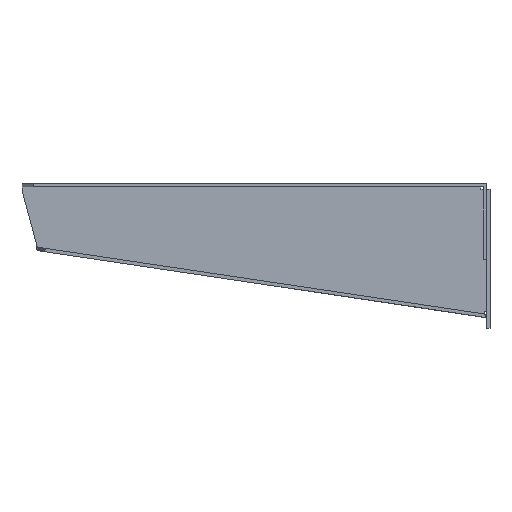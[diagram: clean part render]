
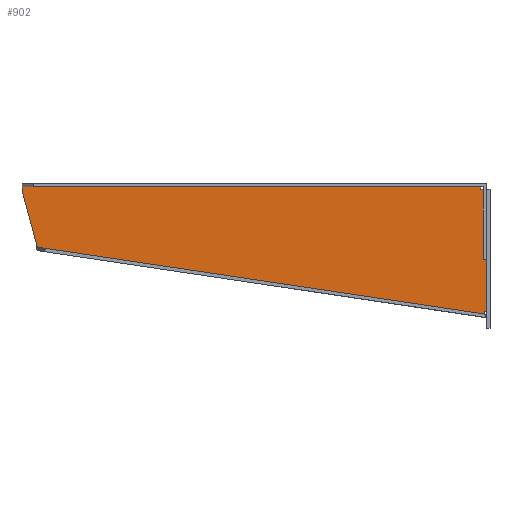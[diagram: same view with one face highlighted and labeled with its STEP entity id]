
A CAD part, top view. The second image highlights one B-rep face of the part: STEP entity #902.
In plain terms, the highlighted planar face has unit normal (0, 0, 1).
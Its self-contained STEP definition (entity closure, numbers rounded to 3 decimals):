
#140=DIRECTION('',(-1.,0.,0.));
#141=VECTOR('',#140,1.05);
#142=CARTESIAN_POINT('',(208.55,27.5,1.5));
#143=LINE('',#142,#141);
#144=CARTESIAN_POINT('',(207.5,27.5,1.5));
#145=CARTESIAN_POINT('',(207.511,27.384,1.5));
#146=CARTESIAN_POINT('',(207.532,27.154,1.5));
#147=CARTESIAN_POINT('',(207.547,26.827,1.5));
#148=CARTESIAN_POINT('',(207.546,26.598,1.5));
#149=CARTESIAN_POINT('',(207.543,26.482,1.5));
#151=DIRECTION('',(-0.989,0.148,0.));
#152=VECTOR('',#151,202.807);
#153=CARTESIAN_POINT('',(207.543,26.482,1.5));
#154=LINE('',#153,#152);
#155=DIRECTION('',(0.259,-0.966,0.));
#156=VECTOR('',#155,25.332);
#157=CARTESIAN_POINT('',(0.,82.,1.5));
#158=LINE('',#157,#156);
#159=DIRECTION('',(0.,1.,0.));
#160=VECTOR('',#159,1.5);
#161=CARTESIAN_POINT('',(0.,82.,1.5));
#162=LINE('',#161,#160);
#163=DIRECTION('',(1.,0.,0.));
#164=VECTOR('',#163,206.);
#165=CARTESIAN_POINT('',(0.,83.5,1.5));
#166=LINE('',#165,#164);
#167=DIRECTION('',(0.,-1.,0.));
#168=VECTOR('',#167,1.);
#169=CARTESIAN_POINT('',(206.,83.5,1.5));
#170=LINE('',#169,#168);
#171=DIRECTION('',(1.,0.,0.));
#172=VECTOR('',#171,2.55);
#173=CARTESIAN_POINT('',(206.,82.5,1.5));
#174=LINE('',#173,#172);
#175=DIRECTION('',(0.,-1.,0.));
#176=VECTOR('',#175,55.);
#177=CARTESIAN_POINT('',(208.55,82.5,1.5));
#178=LINE('',#177,#176);
#425=CARTESIAN_POINT('',(6.556,57.531,1.5));
#426=CARTESIAN_POINT('',(6.619,57.408,1.5));
#427=CARTESIAN_POINT('',(6.74,57.169,1.5));
#428=CARTESIAN_POINT('',(6.874,56.835,1.5));
#429=CARTESIAN_POINT('',(6.939,56.586,1.5));
#430=CARTESIAN_POINT('',(6.964,56.459,1.5));
#486=CARTESIAN_POINT('',(0.,82.,1.5));
#487=CARTESIAN_POINT('',(6.556,57.531,1.5));
#488=VERTEX_POINT('',#486);
#489=VERTEX_POINT('',#487);
#511=CARTESIAN_POINT('',(207.5,27.5,1.5));
#513=VERTEX_POINT('',#511);
#525=CARTESIAN_POINT('',(206.,82.5,1.5));
#527=VERTEX_POINT('',#525);
#529=CARTESIAN_POINT('',(207.543,26.482,1.5));
#530=CARTESIAN_POINT('',(6.964,56.459,1.5));
#531=VERTEX_POINT('',#529);
#532=VERTEX_POINT('',#530);
#534=CARTESIAN_POINT('',(0.,83.5,1.5));
#535=CARTESIAN_POINT('',(206.,83.5,1.5));
#536=VERTEX_POINT('',#534);
#537=VERTEX_POINT('',#535);
#538=CARTESIAN_POINT('',(208.55,82.5,1.5));
#539=CARTESIAN_POINT('',(208.55,27.5,1.5));
#540=VERTEX_POINT('',#538);
#541=VERTEX_POINT('',#539);
#879=CARTESIAN_POINT('',(0.,0.,1.5));
#880=DIRECTION('',(0.,0.,1.));
#881=DIRECTION('',(1.,0.,0.));
#882=AXIS2_PLACEMENT_3D('',#879,#880,#881);
#883=PLANE('',#882);
#884=ORIENTED_EDGE('',*,*,#704,.T.);
#885=ORIENTED_EDGE('',*,*,#689,.T.);
#887=ORIENTED_EDGE('',*,*,#886,.T.);
#889=ORIENTED_EDGE('',*,*,#888,.F.);
#891=ORIENTED_EDGE('',*,*,#890,.F.);
#893=ORIENTED_EDGE('',*,*,#892,.T.);
#895=ORIENTED_EDGE('',*,*,#894,.T.);
#897=ORIENTED_EDGE('',*,*,#896,.T.);
#898=ORIENTED_EDGE('',*,*,#832,.T.);
#899=ORIENTED_EDGE('',*,*,#771,.T.);
#900=EDGE_LOOP('',(#884,#885,#887,#889,#891,#893,#895,#897,#898,#899));
#901=FACE_OUTER_BOUND('',#900,.F.);
#902=ADVANCED_FACE('',(#901),#883,.T.);
#150=B_SPLINE_CURVE_WITH_KNOTS('',3,(#144,#145,#146,#147,#148,#149),
.UNSPECIFIED.,.F.,.F.,(4,1,1,4),(0.,0.333,0.667,1.),
.UNSPECIFIED.);
#431=B_SPLINE_CURVE_WITH_KNOTS('',3,(#425,#426,#427,#428,#429,#430),
.UNSPECIFIED.,.F.,.F.,(4,1,1,4),(0.,0.333,0.667,1.),
.UNSPECIFIED.);
#689=EDGE_CURVE('',#513,#531,#150,.T.);
#704=EDGE_CURVE('',#541,#513,#143,.T.);
#771=EDGE_CURVE('',#540,#541,#178,.T.);
#832=EDGE_CURVE('',#527,#540,#174,.T.);
#886=EDGE_CURVE('',#531,#532,#154,.T.);
#888=EDGE_CURVE('',#489,#532,#431,.T.);
#890=EDGE_CURVE('',#488,#489,#158,.T.);
#892=EDGE_CURVE('',#488,#536,#162,.T.);
#894=EDGE_CURVE('',#536,#537,#166,.T.);
#896=EDGE_CURVE('',#537,#527,#170,.T.);
